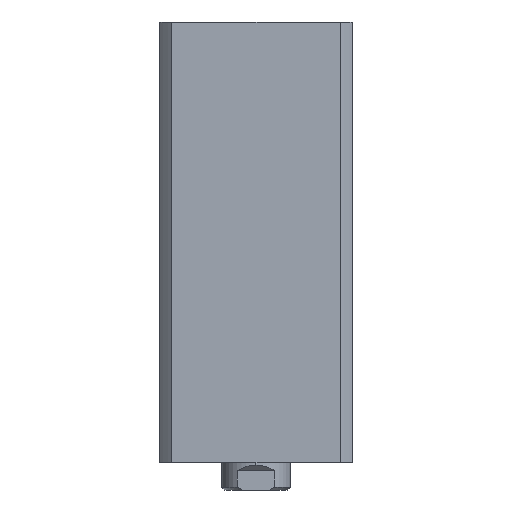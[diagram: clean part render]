
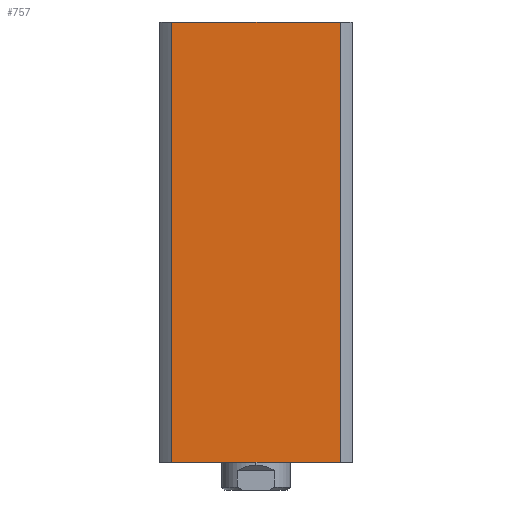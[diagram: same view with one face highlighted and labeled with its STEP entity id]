
A CAD part, left-side view. The second image highlights one B-rep face of the part: STEP entity #757.
In plain terms, the highlighted planar face has unit normal (-1, 0, 0).
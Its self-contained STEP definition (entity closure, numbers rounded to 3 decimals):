
#415 = LINE ( 'NONE', #2986, #417 ) ;
#416 = LINE ( 'NONE', #2995, #424 ) ;
#417 = VECTOR ( 'NONE', #2980, 1000. ) ;
#418 = LINE ( 'NONE', #2993, #420 ) ;
#419 = LINE ( 'NONE', #2999, #422 ) ;
#420 = VECTOR ( 'NONE', #2989, 1000. ) ;
#422 = VECTOR ( 'NONE', #3001, 1000. ) ;
#424 = VECTOR ( 'NONE', #3002, 1000. ) ;
#757 = ADVANCED_FACE ( 'NONE', ( #2152 ), #985, .F. ) ;
#983 = CARTESIAN_POINT ( 'NONE',  ( -35., 0., 160. ) ) ;
#985 = PLANE ( 'NONE',  #1570 ) ;
#986 = DIRECTION ( 'NONE',  ( 1., 0., 0. ) ) ;
#987 = DIRECTION ( 'NONE',  ( 0., 0., -1. ) ) ;
#1120 = ORIENTED_EDGE ( 'NONE', *, *, #1452, .T. ) ;
#1121 = ORIENTED_EDGE ( 'NONE', *, *, #1453, .F. ) ;
#1122 = ORIENTED_EDGE ( 'NONE', *, *, #1454, .F. ) ;
#1123 = ORIENTED_EDGE ( 'NONE', *, *, #1450, .T. ) ;
#1450 = EDGE_CURVE ( 'NONE', #1953, #2045, #415, .T. ) ;
#1452 = EDGE_CURVE ( 'NONE', #2045, #2007, #418, .T. ) ;
#1453 = EDGE_CURVE ( 'NONE', #2049, #2007, #419, .T. ) ;
#1454 = EDGE_CURVE ( 'NONE', #1953, #2049, #416, .T. ) ;
#1570 = AXIS2_PLACEMENT_3D ( 'NONE', #983, #986, #987 ) ;
#1903 = EDGE_LOOP ( 'NONE', ( #1120, #1121, #1122, #1123 ) ) ;
#1953 = VERTEX_POINT ( 'NONE', #3270 ) ;
#2007 = VERTEX_POINT ( 'NONE', #3329 ) ;
#2045 = VERTEX_POINT ( 'NONE', #3367 ) ;
#2049 = VERTEX_POINT ( 'NONE', #3371 ) ;
#2152 = FACE_OUTER_BOUND ( 'NONE', #1903, .T. ) ;
#2980 = DIRECTION ( 'NONE',  ( 0., 0., -1. ) ) ;
#2986 = CARTESIAN_POINT ( 'NONE',  ( -35., 30.615, 160. ) ) ;
#2989 = DIRECTION ( 'NONE',  ( 0., -1., 0. ) ) ;
#2993 = CARTESIAN_POINT ( 'NONE',  ( -35., 0., 0. ) ) ;
#2995 = CARTESIAN_POINT ( 'NONE',  ( -35., 0., 160. ) ) ;
#2999 = CARTESIAN_POINT ( 'NONE',  ( -35., -30.615, 160. ) ) ;
#3001 = DIRECTION ( 'NONE',  ( 0., 0., -1. ) ) ;
#3002 = DIRECTION ( 'NONE',  ( 0., -1., 0. ) ) ;
#3270 = CARTESIAN_POINT ( 'NONE',  ( -35., 30.615, 160. ) ) ;
#3329 = CARTESIAN_POINT ( 'NONE',  ( -35., -30.615, 0. ) ) ;
#3367 = CARTESIAN_POINT ( 'NONE',  ( -35., 30.615, 0. ) ) ;
#3371 = CARTESIAN_POINT ( 'NONE',  ( -35., -30.615, 160. ) ) ;
